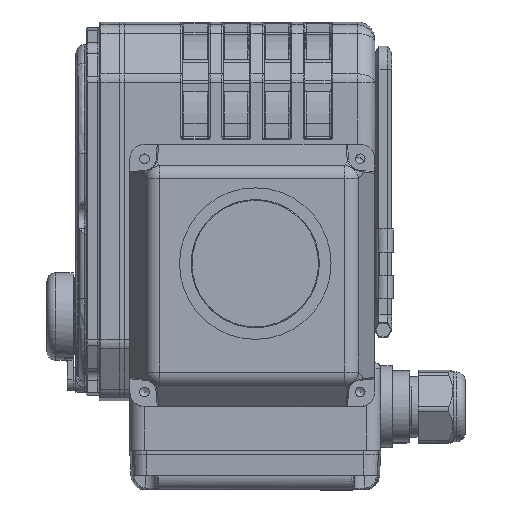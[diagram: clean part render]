
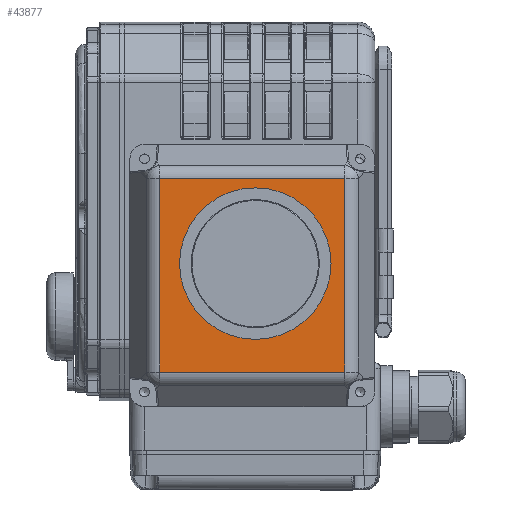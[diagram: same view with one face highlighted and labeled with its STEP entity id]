
A CAD part, top view. The second image highlights one B-rep face of the part: STEP entity #43877.
In plain terms, the highlighted face is planar.
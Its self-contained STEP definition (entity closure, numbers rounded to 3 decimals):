
#1616=PLANE('',#47505);
#3666=CIRCLE('',#47506,26.);
#12114=ORIENTED_EDGE('',*,*,#20822,.F.);
#12115=ORIENTED_EDGE('',*,*,#20795,.T.);
#12116=ORIENTED_EDGE('',*,*,#20807,.T.);
#12117=ORIENTED_EDGE('',*,*,#20809,.F.);
#12118=ORIENTED_EDGE('',*,*,#20806,.F.);
#20795=EDGE_CURVE('',#25667,#25672,#29472,.T.);
#20806=EDGE_CURVE('',#25667,#25664,#29483,.T.);
#20807=EDGE_CURVE('',#25672,#25663,#29484,.T.);
#20809=EDGE_CURVE('',#25664,#25663,#29486,.T.);
#20822=EDGE_CURVE('',#25690,#25690,#3666,.T.);
#25663=VERTEX_POINT('',#77058);
#25664=VERTEX_POINT('',#77062);
#25667=VERTEX_POINT('',#77072);
#25672=VERTEX_POINT('',#77088);
#25690=VERTEX_POINT('',#77192);
#29472=LINE('',#77139,#32757);
#29483=LINE('',#77159,#32768);
#29484=LINE('',#77161,#32769);
#29486=LINE('',#77164,#32771);
#32757=VECTOR('',#56693,1000.);
#32768=VECTOR('',#56714,1000.);
#32769=VECTOR('',#56717,1000.);
#32771=VECTOR('',#56721,1000.);
#35593=EDGE_LOOP('',(#12114));
#35594=EDGE_LOOP('',(#12115,#12116,#12117,#12118));
#38605=FACE_BOUND('',#35593,.T.);
#38606=FACE_BOUND('',#35594,.T.);
#43877=ADVANCED_FACE('',(#38605,#38606),#1616,.F.);
#47505=AXIS2_PLACEMENT_3D('',#77190,#56756,#56757);
#47506=AXIS2_PLACEMENT_3D('',#77191,#56758,#56759);
#56693=DIRECTION('',(0.,0.,-1.));
#56714=DIRECTION('',(-1.,0.,0.));
#56717=DIRECTION('',(-1.,0.,0.));
#56721=DIRECTION('',(0.,0.,-1.));
#56756=DIRECTION('',(0.,-1.,0.));
#56757=DIRECTION('',(0.,0.,-1.));
#56758=DIRECTION('',(0.,1.,0.));
#56759=DIRECTION('',(0.,0.,-1.));
#77058=CARTESIAN_POINT('',(-33.188,25.5,-31.766));
#77062=CARTESIAN_POINT('',(-33.188,25.5,31.766));
#77072=CARTESIAN_POINT('',(33.188,25.5,31.766));
#77088=CARTESIAN_POINT('',(33.188,25.5,-31.766));
#77139=CARTESIAN_POINT('',(33.188,25.5,60.));
#77159=CARTESIAN_POINT('',(60.,25.5,31.766));
#77161=CARTESIAN_POINT('',(60.,25.5,-31.766));
#77164=CARTESIAN_POINT('',(-33.188,25.5,60.));
#77190=CARTESIAN_POINT('',(60.,25.5,-31.766));
#77191=CARTESIAN_POINT('',(-4.,25.5,-1.));
#77192=CARTESIAN_POINT('',(-4.,25.5,-27.));
